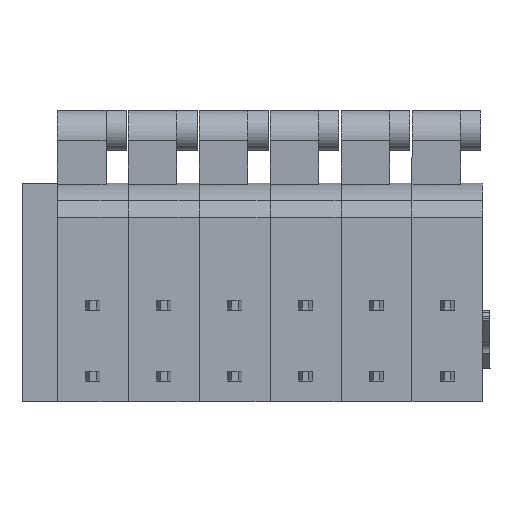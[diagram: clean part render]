
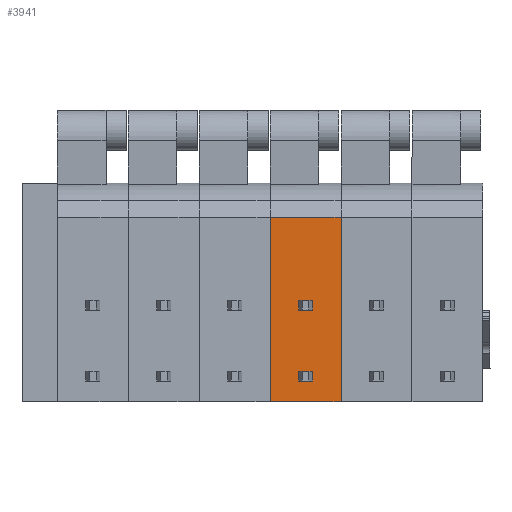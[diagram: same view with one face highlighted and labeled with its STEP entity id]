
A CAD part, left-side view. The second image highlights one B-rep face of the part: STEP entity #3941.
In plain terms, the highlighted planar face has unit normal (-1, 0, 0).
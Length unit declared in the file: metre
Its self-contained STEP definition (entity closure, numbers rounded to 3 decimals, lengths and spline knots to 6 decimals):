
#3941=ADVANCED_FACE('',(#9379,#9380,#9381),#9382,.T.);
#4111=EDGE_CURVE('',#9648,#9645,#9649,.T.);
#4277=EDGE_CURVE('',#9645,#9878,#9881,.T.);
#4379=EDGE_CURVE('',#9878,#10014,#10015,.T.);
#4381=EDGE_CURVE('',#9648,#10014,#10017,.T.);
#9379=FACE_BOUND('',#17053,.T.);
#9380=FACE_BOUND('',#17054,.T.);
#9381=FACE_OUTER_BOUND('',#17055,.T.);
#9382=PLANE('',#17056);
#9645=VERTEX_POINT('',#17425);
#9648=VERTEX_POINT('',#17430);
#9649=LINE('',#17431,#17432);
#9878=VERTEX_POINT('',#17800);
#9881=LINE('',#17805,#17806);
#10014=VERTEX_POINT('',#18021);
#10015=LINE('',#18022,#18023);
#10017=LINE('',#18026,#18027);
#17053=EDGE_LOOP('',(#27016,#27017,#27018,#27019));
#17054=EDGE_LOOP('',(#27020,#27021,#27022,#27023));
#17055=EDGE_LOOP('',(#27024,#27025,#27026,#27027));
#17056=AXIS2_PLACEMENT_3D('',#27028,#27029,#27030);
#17425=CARTESIAN_POINT('',(-0.185588,0.048439,-0.058744));
#17430=CARTESIAN_POINT('',(-0.185588,0.043439,-0.058744));
#17431=CARTESIAN_POINT('',(-0.185588,0.048439,-0.058744));
#17432=VECTOR('',#27433,1.0);
#17800=CARTESIAN_POINT('',(-0.185588,0.048439,-0.07174));
#17805=CARTESIAN_POINT('',(-0.185588,0.048439,-0.07174));
#17806=VECTOR('',#27564,1.0);
#18021=CARTESIAN_POINT('',(-0.185588,0.043439,-0.07174));
#18022=CARTESIAN_POINT('',(-0.185588,0.048439,-0.07174));
#18023=VECTOR('',#27653,1.0);
#18026=CARTESIAN_POINT('',(-0.185588,0.043439,-0.07174));
#18027=VECTOR('',#27654,1.0);
#27016=ORIENTED_EDGE('',*,*,#33219,.F.);
#27017=ORIENTED_EDGE('',*,*,#33225,.F.);
#27018=ORIENTED_EDGE('',*,*,#33248,.T.);
#27019=ORIENTED_EDGE('',*,*,#33214,.F.);
#27020=ORIENTED_EDGE('',*,*,#33234,.F.);
#27021=ORIENTED_EDGE('',*,*,#33243,.T.);
#27022=ORIENTED_EDGE('',*,*,#33229,.F.);
#27023=ORIENTED_EDGE('',*,*,#33238,.T.);
#27024=ORIENTED_EDGE('',*,*,#4111,.T.);
#27025=ORIENTED_EDGE('',*,*,#4277,.T.);
#27026=ORIENTED_EDGE('',*,*,#4379,.T.);
#27027=ORIENTED_EDGE('',*,*,#4381,.F.);
#27028=CARTESIAN_POINT('',(-0.185588,0.048439,-0.07174));
#27029=DIRECTION('',(-1.0,0.,0.));
#27030=DIRECTION('',(0.,0.0,1.0));
#27433=DIRECTION('',(0.,1.0,0.));
#27564=DIRECTION('',(0.,0.,-1.0));
#27653=DIRECTION('',(0.,-1.0,0.));
#27654=DIRECTION('',(0.,0.,-1.0));
#33214=EDGE_CURVE('',#34356,#34358,#34359,.T.);
#33219=EDGE_CURVE('',#34364,#34356,#34367,.T.);
#33225=EDGE_CURVE('',#34375,#34364,#34377,.T.);
#33229=EDGE_CURVE('',#34381,#34383,#34384,.T.);
#33234=EDGE_CURVE('',#34389,#34392,#34393,.T.);
#33238=EDGE_CURVE('',#34381,#34392,#34398,.T.);
#33243=EDGE_CURVE('',#34389,#34383,#34405,.T.);
#33248=EDGE_CURVE('',#34375,#34358,#34412,.T.);
#34356=VERTEX_POINT('',#35701);
#34358=VERTEX_POINT('',#35704);
#34359=LINE('',#35705,#35706);
#34364=VERTEX_POINT('',#35713);
#34367=LINE('',#35717,#35718);
#34375=VERTEX_POINT('',#35729);
#34377=LINE('',#35732,#35733);
#34381=VERTEX_POINT('',#35738);
#34383=VERTEX_POINT('',#35741);
#34384=LINE('',#35742,#35743);
#34389=VERTEX_POINT('',#35750);
#34392=VERTEX_POINT('',#35754);
#34393=LINE('',#35755,#35756);
#34398=LINE('',#35763,#35764);
#34405=LINE('',#35774,#35775);
#34412=LINE('',#35785,#35786);
#35701=CARTESIAN_POINT('',(-0.185588,0.045439,-0.06529));
#35704=CARTESIAN_POINT('',(-0.185588,0.045439,-0.06459));
#35705=CARTESIAN_POINT('',(-0.185588,0.045439,-0.071776));
#35706=VECTOR('',#36762,1.0);
#35713=CARTESIAN_POINT('',(-0.185588,0.046439,-0.06529));
#35717=CARTESIAN_POINT('',(-0.185588,0.048459,-0.06529));
#35718=VECTOR('',#36766,1.0);
#35729=CARTESIAN_POINT('',(-0.185588,0.046439,-0.06459));
#35732=CARTESIAN_POINT('',(-0.185588,0.046439,-0.071776));
#35733=VECTOR('',#36771,1.0);
#35738=CARTESIAN_POINT('',(-0.185588,0.046439,-0.06959));
#35741=CARTESIAN_POINT('',(-0.185588,0.046439,-0.07029));
#35742=CARTESIAN_POINT('',(-0.185588,0.046439,-0.071736));
#35743=VECTOR('',#36774,1.0);
#35750=CARTESIAN_POINT('',(-0.185588,0.045439,-0.07029));
#35754=CARTESIAN_POINT('',(-0.185588,0.045439,-0.06959));
#35755=CARTESIAN_POINT('',(-0.185588,0.045439,-0.071736));
#35756=VECTOR('',#36778,1.0);
#35763=CARTESIAN_POINT('',(-0.185588,0.048459,-0.06959));
#35764=VECTOR('',#36781,1.0);
#35774=CARTESIAN_POINT('',(-0.185588,0.048459,-0.07029));
#35775=VECTOR('',#36785,1.0);
#35785=CARTESIAN_POINT('',(-0.185588,0.048459,-0.06459));
#35786=VECTOR('',#36789,1.0);
#36762=DIRECTION('',(0.,0.,1.0));
#36766=DIRECTION('',(0.,-1.0,0.));
#36771=DIRECTION('',(0.,0.,-1.0));
#36774=DIRECTION('',(0.,0.,-1.0));
#36778=DIRECTION('',(0.,0.,1.0));
#36781=DIRECTION('',(0.,-1.0,0.));
#36785=DIRECTION('',(0.,1.0,0.));
#36789=DIRECTION('',(0.,-1.0,0.));
